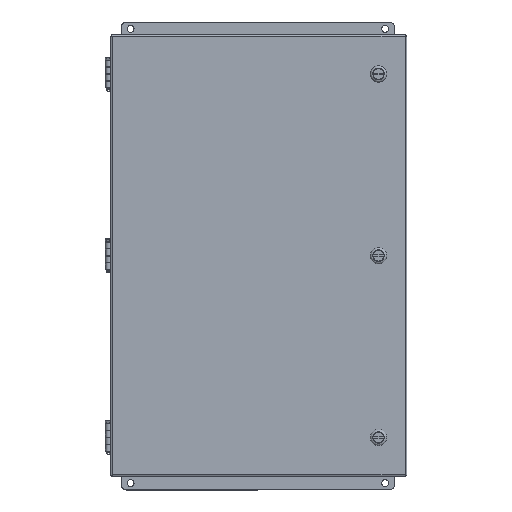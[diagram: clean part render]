
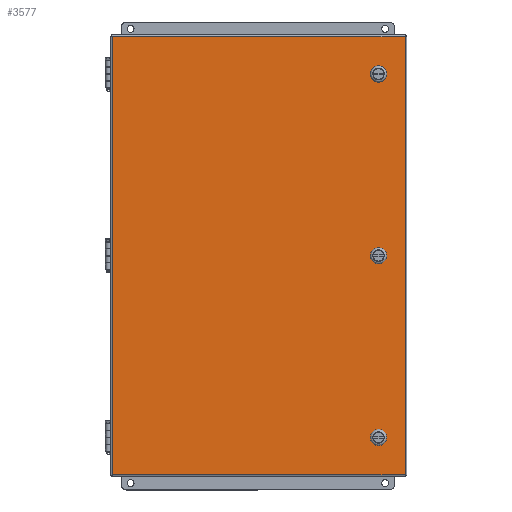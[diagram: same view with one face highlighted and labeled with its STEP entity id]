
A CAD part, top view. The second image highlights one B-rep face of the part: STEP entity #3577.
In plain terms, the highlighted face is planar.
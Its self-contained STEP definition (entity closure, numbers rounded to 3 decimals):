
#3577 = ADVANCED_FACE( '', ( #8425, #8426, #8427, #8428 ), #8429, .T. );
#8425 = FACE_BOUND( '', #19606, .T. );
#8426 = FACE_BOUND( '', #19607, .T. );
#8427 = FACE_BOUND( '', #19608, .T. );
#8428 = FACE_OUTER_BOUND( '', #19609, .T. );
#8429 = PLANE( '', #19610 );
#19606 = EDGE_LOOP( '', ( #53121, #53122, #53123, #53124 ) );
#19607 = EDGE_LOOP( '', ( #53125, #53126, #53127, #53128 ) );
#19608 = EDGE_LOOP( '', ( #53129, #53130, #53131, #53132 ) );
#19609 = EDGE_LOOP( '', ( #53133, #53134, #53135, #53136 ) );
#19610 = AXIS2_PLACEMENT_3D( '', #53137, #53138, #53139 );
#53121 = ORIENTED_EDGE( '', *, *, #72381, .F. );
#53122 = ORIENTED_EDGE( '', *, *, #72382, .F. );
#53123 = ORIENTED_EDGE( '', *, *, #72383, .F. );
#53124 = ORIENTED_EDGE( '', *, *, #72384, .F. );
#53125 = ORIENTED_EDGE( '', *, *, #72385, .F. );
#53126 = ORIENTED_EDGE( '', *, *, #70511, .F. );
#53127 = ORIENTED_EDGE( '', *, *, #72386, .F. );
#53128 = ORIENTED_EDGE( '', *, *, #72387, .F. );
#53129 = ORIENTED_EDGE( '', *, *, #72388, .F. );
#53130 = ORIENTED_EDGE( '', *, *, #72389, .F. );
#53131 = ORIENTED_EDGE( '', *, *, #72390, .F. );
#53132 = ORIENTED_EDGE( '', *, *, #72391, .F. );
#53133 = ORIENTED_EDGE( '', *, *, #71313, .T. );
#53134 = ORIENTED_EDGE( '', *, *, #71992, .F. );
#53135 = ORIENTED_EDGE( '', *, *, #72392, .T. );
#53136 = ORIENTED_EDGE( '', *, *, #72393, .T. );
#53137 = CARTESIAN_POINT( '', ( -207.01, 0., -308.61 ) );
#53138 = DIRECTION( '', ( 0., -1., 0. ) );
#53139 = DIRECTION( '', ( 0., 0., -1. ) );
#70511 = EDGE_CURVE( '', #77513, #77515, #77516, .T. );
#71313 = EDGE_CURVE( '', #78939, #78937, #78940, .T. );
#71992 = EDGE_CURVE( '', #80089, #78937, #80091, .T. );
#72381 = EDGE_CURVE( '', #80734, #80735, #80736, .T. );
#72382 = EDGE_CURVE( '', #80737, #80734, #80738, .T. );
#72383 = EDGE_CURVE( '', #80739, #80737, #80740, .T. );
#72384 = EDGE_CURVE( '', #80735, #80739, #80741, .T. );
#72385 = EDGE_CURVE( '', #77515, #80742, #80743, .T. );
#72386 = EDGE_CURVE( '', #80744, #77513, #80745, .T. );
#72387 = EDGE_CURVE( '', #80742, #80744, #80746, .T. );
#72388 = EDGE_CURVE( '', #80747, #80748, #80749, .T. );
#72389 = EDGE_CURVE( '', #80750, #80747, #80751, .T. );
#72390 = EDGE_CURVE( '', #80752, #80750, #80753, .T. );
#72391 = EDGE_CURVE( '', #80748, #80752, #80754, .T. );
#72392 = EDGE_CURVE( '', #80089, #80755, #80756, .T. );
#72393 = EDGE_CURVE( '', #80755, #78939, #80757, .T. );
#77513 = VERTEX_POINT( '', #87962 );
#77515 = VERTEX_POINT( '', #87965 );
#77516 = LINE( '', #87966, #87967 );
#78937 = VERTEX_POINT( '', #91367 );
#78939 = VERTEX_POINT( '', #91369 );
#78940 = LINE( '', #91370, #91371 );
#80089 = VERTEX_POINT( '', #94198 );
#80091 = LINE( '', #94200, #94201 );
#80734 = VERTEX_POINT( '', #95665 );
#80735 = VERTEX_POINT( '', #95666 );
#80736 = CIRCLE( '', #95667, 9.716 );
#80737 = VERTEX_POINT( '', #95668 );
#80738 = LINE( '', #95669, #95670 );
#80739 = VERTEX_POINT( '', #95671 );
#80740 = CIRCLE( '', #95672, 9.716 );
#80741 = LINE( '', #95673, #95674 );
#80742 = VERTEX_POINT( '', #95675 );
#80743 = CIRCLE( '', #95676, 9.716 );
#80744 = VERTEX_POINT( '', #95677 );
#80745 = CIRCLE( '', #95678, 9.716 );
#80746 = LINE( '', #95679, #95680 );
#80747 = VERTEX_POINT( '', #95681 );
#80748 = VERTEX_POINT( '', #95682 );
#80749 = CIRCLE( '', #95683, 9.716 );
#80750 = VERTEX_POINT( '', #95684 );
#80751 = LINE( '', #95685, #95686 );
#80752 = VERTEX_POINT( '', #95687 );
#80753 = CIRCLE( '', #95688, 9.716 );
#80754 = LINE( '', #95689, #95690 );
#80755 = VERTEX_POINT( '', #95691 );
#80756 = LINE( '', #95692, #95693 );
#80757 = LINE( '', #95694, #95695 );
#87962 = CARTESIAN_POINT( '', ( 175.641, 0., -5.322 ) );
#87965 = CARTESIAN_POINT( '', ( 175.641, 0., 5.322 ) );
#87966 = CARTESIAN_POINT( '', ( 175.641, 0., 5.322 ) );
#87967 = VECTOR( '', #113374, 1000. );
#91367 = CARTESIAN_POINT( '', ( 204.673, 0., 306.273 ) );
#91369 = CARTESIAN_POINT( '', ( 204.673, 0., -306.273 ) );
#91370 = CARTESIAN_POINT( '', ( 204.673, 0., 306.273 ) );
#91371 = VECTOR( '', #114046, 1000. );
#94198 = CARTESIAN_POINT( '', ( -204.673, 0., 306.273 ) );
#94200 = CARTESIAN_POINT( '', ( -204.673, 0., 306.273 ) );
#94201 = VECTOR( '', #114567, 1000. );
#95665 = CARTESIAN_POINT( '', ( 175.641, 0., 259.322 ) );
#95666 = CARTESIAN_POINT( '', ( 159.385, 0., 259.322 ) );
#95667 = AXIS2_PLACEMENT_3D( '', #114871, #114872, #114873 );
#95668 = CARTESIAN_POINT( '', ( 175.641, 0., 248.678 ) );
#95669 = CARTESIAN_POINT( '', ( 175.641, 0., 259.322 ) );
#95670 = VECTOR( '', #114874, 1000. );
#95671 = CARTESIAN_POINT( '', ( 159.385, 0., 248.678 ) );
#95672 = AXIS2_PLACEMENT_3D( '', #114875, #114876, #114877 );
#95673 = CARTESIAN_POINT( '', ( 159.385, 0., 259.322 ) );
#95674 = VECTOR( '', #114878, 1000. );
#95675 = CARTESIAN_POINT( '', ( 159.385, 0., 5.322 ) );
#95676 = AXIS2_PLACEMENT_3D( '', #114879, #114880, #114881 );
#95677 = CARTESIAN_POINT( '', ( 159.385, 0., -5.322 ) );
#95678 = AXIS2_PLACEMENT_3D( '', #114882, #114883, #114884 );
#95679 = CARTESIAN_POINT( '', ( 159.385, 0., 5.322 ) );
#95680 = VECTOR( '', #114885, 1000. );
#95681 = CARTESIAN_POINT( '', ( 175.641, 0., -248.678 ) );
#95682 = CARTESIAN_POINT( '', ( 159.385, 0., -248.678 ) );
#95683 = AXIS2_PLACEMENT_3D( '', #114886, #114887, #114888 );
#95684 = CARTESIAN_POINT( '', ( 175.641, 0., -259.322 ) );
#95685 = CARTESIAN_POINT( '', ( 175.641, 0., -248.678 ) );
#95686 = VECTOR( '', #114889, 1000. );
#95687 = CARTESIAN_POINT( '', ( 159.385, 0., -259.322 ) );
#95688 = AXIS2_PLACEMENT_3D( '', #114890, #114891, #114892 );
#95689 = CARTESIAN_POINT( '', ( 159.385, 0., -248.678 ) );
#95690 = VECTOR( '', #114893, 1000. );
#95691 = CARTESIAN_POINT( '', ( -204.673, 0., -306.273 ) );
#95692 = CARTESIAN_POINT( '', ( -204.673, 0., -308.61 ) );
#95693 = VECTOR( '', #114894, 1000. );
#95694 = CARTESIAN_POINT( '', ( 207.01, 0., -306.273 ) );
#95695 = VECTOR( '', #114895, 1000. );
#113374 = DIRECTION( '', ( 0., 0., 1. ) );
#114046 = DIRECTION( '', ( 0., 0., 1. ) );
#114567 = DIRECTION( '', ( 1., 0., 0. ) );
#114871 = CARTESIAN_POINT( '', ( 167.513, 0., 254. ) );
#114872 = DIRECTION( '', ( 0., -1., 0. ) );
#114873 = DIRECTION( '', ( 1., 0., 0. ) );
#114874 = DIRECTION( '', ( 0., 0., 1. ) );
#114875 = CARTESIAN_POINT( '', ( 167.513, 0., 254. ) );
#114876 = DIRECTION( '', ( 0., -1., 0. ) );
#114877 = DIRECTION( '', ( 1., 0., 0. ) );
#114878 = DIRECTION( '', ( 0., 0., -1. ) );
#114879 = CARTESIAN_POINT( '', ( 167.513, 0., 0. ) );
#114880 = DIRECTION( '', ( 0., -1., 0. ) );
#114881 = DIRECTION( '', ( 1., 0., 0. ) );
#114882 = CARTESIAN_POINT( '', ( 167.513, 0., 0. ) );
#114883 = DIRECTION( '', ( 0., -1., 0. ) );
#114884 = DIRECTION( '', ( 1., 0., 0. ) );
#114885 = DIRECTION( '', ( 0., 0., -1. ) );
#114886 = CARTESIAN_POINT( '', ( 167.513, 0., -254. ) );
#114887 = DIRECTION( '', ( 0., -1., 0. ) );
#114888 = DIRECTION( '', ( 1., 0., 0. ) );
#114889 = DIRECTION( '', ( 0., 0., 1. ) );
#114890 = CARTESIAN_POINT( '', ( 167.513, 0., -254. ) );
#114891 = DIRECTION( '', ( 0., -1., 0. ) );
#114892 = DIRECTION( '', ( 1., 0., 0. ) );
#114893 = DIRECTION( '', ( 0., 0., -1. ) );
#114894 = DIRECTION( '', ( 0., 0., -1. ) );
#114895 = DIRECTION( '', ( 1., 0., 0. ) );
